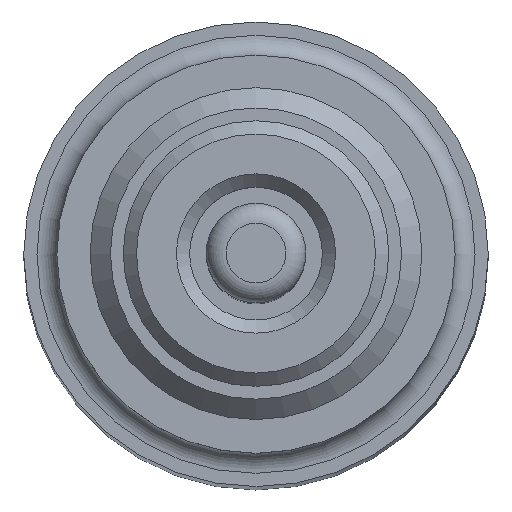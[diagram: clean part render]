
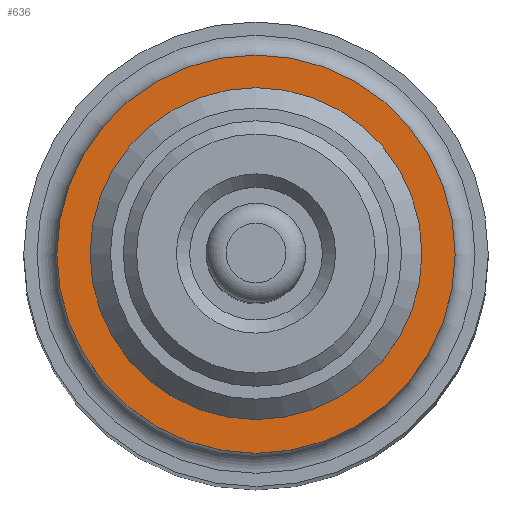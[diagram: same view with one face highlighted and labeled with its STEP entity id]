
A CAD part, top view. The second image highlights one B-rep face of the part: STEP entity #636.
In plain terms, the highlighted face is planar.
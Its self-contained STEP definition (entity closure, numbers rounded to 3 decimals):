
#91=CIRCLE('',#742,2.48);
#92=CIRCLE('',#744,3.);
#203=ORIENTED_EDGE('',*,*,#296,.T.);
#204=ORIENTED_EDGE('',*,*,#295,.F.);
#295=EDGE_CURVE('',#353,#353,#91,.T.);
#296=EDGE_CURVE('',#354,#354,#92,.T.);
#353=VERTEX_POINT('',#1133);
#354=VERTEX_POINT('',#1136);
#481=EDGE_LOOP('',(#203));
#482=EDGE_LOOP('',(#204));
#559=FACE_BOUND('',#481,.T.);
#560=FACE_BOUND('',#482,.T.);
#589=PLANE('',#743);
#636=ADVANCED_FACE('',(#559,#560),#589,.T.);
#742=AXIS2_PLACEMENT_3D('',#1132,#923,#924);
#743=AXIS2_PLACEMENT_3D('',#1134,#925,#926);
#744=AXIS2_PLACEMENT_3D('',#1135,#927,#928);
#923=DIRECTION('',(0.,0.,-1.));
#924=DIRECTION('',(-1.,0.,0.));
#925=DIRECTION('',(0.,0.,-1.));
#926=DIRECTION('',(-1.,0.,0.));
#927=DIRECTION('',(0.,0.,-1.));
#928=DIRECTION('',(-1.,0.,0.));
#1132=CARTESIAN_POINT('',(0.,0.,0.));
#1133=CARTESIAN_POINT('',(-2.48,0.,0.));
#1134=CARTESIAN_POINT('',(0.,2.48,0.));
#1135=CARTESIAN_POINT('',(0.,0.,0.));
#1136=CARTESIAN_POINT('',(-3.,0.,0.));
